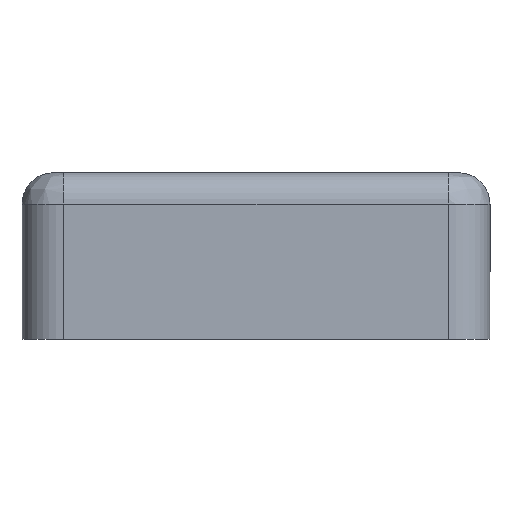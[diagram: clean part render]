
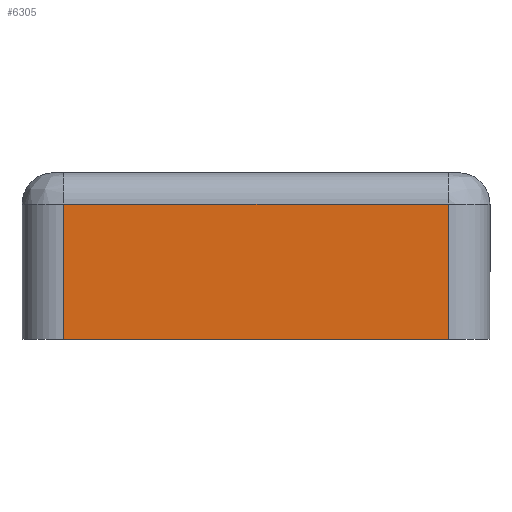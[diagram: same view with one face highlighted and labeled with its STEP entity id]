
A CAD part, left-side view. The second image highlights one B-rep face of the part: STEP entity #6305.
In plain terms, the highlighted planar face has unit normal (-1, 0, 0).
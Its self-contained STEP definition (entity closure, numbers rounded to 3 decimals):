
#107 = CARTESIAN_POINT ( 'NONE',  ( -45., -22.5, 13. ) ) ;
#244 = AXIS2_PLACEMENT_3D ( 'NONE', #2711, #7352, #3367 ) ;
#1112 = VECTOR ( 'NONE', #2754, 1000. ) ;
#1336 = EDGE_CURVE ( 'NONE', #7859, #8224, #1749, .T. ) ;
#1343 = VERTEX_POINT ( 'NONE', #7058 ) ;
#1749 = LINE ( 'NONE', #8472, #5294 ) ;
#2120 = ORIENTED_EDGE ( 'NONE', *, *, #1336, .F. ) ;
#2539 = VERTEX_POINT ( 'NONE', #5423 ) ;
#2711 = CARTESIAN_POINT ( 'NONE',  ( -45., 22.5, 16. ) ) ;
#2727 = VECTOR ( 'NONE', #3357, 1000. ) ;
#2754 = DIRECTION ( 'NONE',  ( 0., 0., 1. ) ) ;
#2854 = VECTOR ( 'NONE', #4777, 1000. ) ;
#3357 = DIRECTION ( 'NONE',  ( 0., 0., -1. ) ) ;
#3367 = DIRECTION ( 'NONE',  ( 0., 0., -1. ) ) ;
#3564 = FACE_OUTER_BOUND ( 'NONE', #7919, .T. ) ;
#3921 = ORIENTED_EDGE ( 'NONE', *, *, #5312, .F. ) ;
#3991 = EDGE_CURVE ( 'NONE', #1343, #7859, #7810, .T. ) ;
#4313 = EDGE_CURVE ( 'NONE', #2539, #1343, #4602, .T. ) ;
#4497 = DIRECTION ( 'NONE',  ( 0., 1., 0. ) ) ;
#4602 = LINE ( 'NONE', #107, #2854 ) ;
#4777 = DIRECTION ( 'NONE',  ( 0., -1., 0. ) ) ;
#5106 = CARTESIAN_POINT ( 'NONE',  ( -45., -18.5, 0. ) ) ;
#5294 = VECTOR ( 'NONE', #4497, 1000. ) ;
#5312 = EDGE_CURVE ( 'NONE', #8224, #2539, #6436, .T. ) ;
#5423 = CARTESIAN_POINT ( 'NONE',  ( -45., 18.5, 13. ) ) ;
#6057 = CARTESIAN_POINT ( 'NONE',  ( -45., 18.5, 16. ) ) ;
#6305 = ADVANCED_FACE ( 'NONE', ( #3564 ), #8657, .F. ) ;
#6436 = LINE ( 'NONE', #6057, #1112 ) ;
#7025 = CARTESIAN_POINT ( 'NONE',  ( -45., 18.5, 0. ) ) ;
#7058 = CARTESIAN_POINT ( 'NONE',  ( -45., -18.5, 13. ) ) ;
#7338 = CARTESIAN_POINT ( 'NONE',  ( -45., -18.5, 16. ) ) ;
#7352 = DIRECTION ( 'NONE',  ( 1., 0., 0. ) ) ;
#7492 = ORIENTED_EDGE ( 'NONE', *, *, #3991, .F. ) ;
#7606 = ORIENTED_EDGE ( 'NONE', *, *, #4313, .F. ) ;
#7810 = LINE ( 'NONE', #7338, #2727 ) ;
#7859 = VERTEX_POINT ( 'NONE', #5106 ) ;
#7919 = EDGE_LOOP ( 'NONE', ( #7606, #3921, #2120, #7492 ) ) ;
#8224 = VERTEX_POINT ( 'NONE', #7025 ) ;
#8472 = CARTESIAN_POINT ( 'NONE',  ( -45., 22.5, 0. ) ) ;
#8657 = PLANE ( 'NONE',  #244 ) ;
